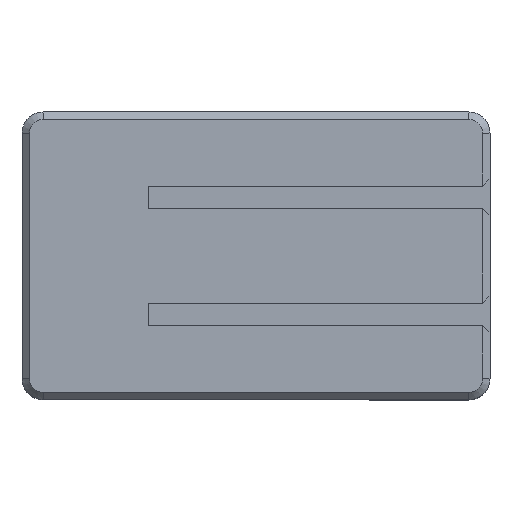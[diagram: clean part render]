
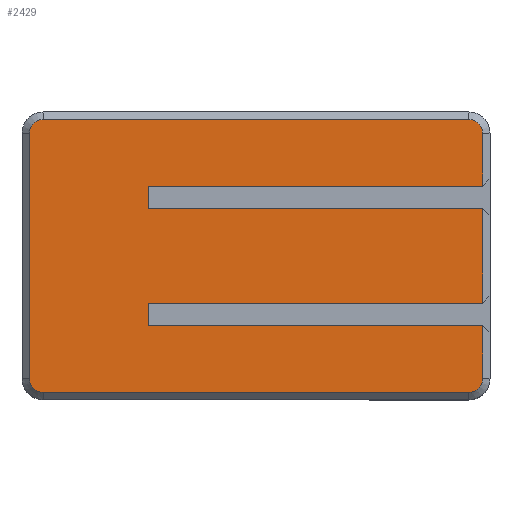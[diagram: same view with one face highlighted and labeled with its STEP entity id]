
A CAD part, top view. The second image highlights one B-rep face of the part: STEP entity #2429.
In plain terms, the highlighted planar face has unit normal (0, 0, 1).
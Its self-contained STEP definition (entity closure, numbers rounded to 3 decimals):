
#67=CIRCLE('',#2611,3.75);
#68=CIRCLE('',#2612,3.75);
#69=CIRCLE('',#2613,3.75);
#70=CIRCLE('',#2614,3.75);
#189=FACE_OUTER_BOUND('',#328,.T.);
#328=EDGE_LOOP('',(#1794,#1795,#1796,#1797,#1798,#1799,#1800,#1801,#1802,
#1803,#1804,#1805,#1806,#1807,#1808,#1809));
#555=LINE('',#3748,#828);
#557=LINE('',#3752,#830);
#560=LINE('',#3758,#833);
#561=LINE('',#3760,#834);
#562=LINE('',#3762,#835);
#563=LINE('',#3764,#836);
#564=LINE('',#3768,#837);
#565=LINE('',#3772,#838);
#566=LINE('',#3776,#839);
#567=LINE('',#3780,#840);
#568=LINE('',#3782,#841);
#569=LINE('',#3783,#842);
#828=VECTOR('',#2998,10.);
#830=VECTOR('',#3002,10.);
#833=VECTOR('',#3007,10.);
#834=VECTOR('',#3008,10.);
#835=VECTOR('',#3009,10.);
#836=VECTOR('',#3010,10.);
#837=VECTOR('',#3013,10.);
#838=VECTOR('',#3016,10.);
#839=VECTOR('',#3019,10.);
#840=VECTOR('',#3022,10.);
#841=VECTOR('',#3023,10.);
#842=VECTOR('',#3024,10.);
#1088=VERTEX_POINT('',#3745);
#1089=VERTEX_POINT('',#3747);
#1090=VERTEX_POINT('',#3751);
#1092=VERTEX_POINT('',#3757);
#1093=VERTEX_POINT('',#3759);
#1094=VERTEX_POINT('',#3761);
#1095=VERTEX_POINT('',#3763);
#1096=VERTEX_POINT('',#3765);
#1097=VERTEX_POINT('',#3767);
#1098=VERTEX_POINT('',#3769);
#1099=VERTEX_POINT('',#3771);
#1100=VERTEX_POINT('',#3773);
#1101=VERTEX_POINT('',#3775);
#1102=VERTEX_POINT('',#3777);
#1103=VERTEX_POINT('',#3779);
#1104=VERTEX_POINT('',#3781);
#1356=EDGE_CURVE('',#1088,#1089,#555,.T.);
#1358=EDGE_CURVE('',#1090,#1089,#557,.T.);
#1361=EDGE_CURVE('',#1092,#1088,#560,.T.);
#1362=EDGE_CURVE('',#1093,#1092,#561,.T.);
#1363=EDGE_CURVE('',#1093,#1094,#562,.T.);
#1364=EDGE_CURVE('',#1095,#1094,#563,.T.);
#1365=EDGE_CURVE('',#1096,#1095,#67,.T.);
#1366=EDGE_CURVE('',#1097,#1096,#564,.T.);
#1367=EDGE_CURVE('',#1098,#1097,#68,.T.);
#1368=EDGE_CURVE('',#1099,#1098,#565,.T.);
#1369=EDGE_CURVE('',#1100,#1099,#69,.T.);
#1370=EDGE_CURVE('',#1101,#1100,#566,.T.);
#1371=EDGE_CURVE('',#1102,#1101,#70,.T.);
#1372=EDGE_CURVE('',#1103,#1102,#567,.T.);
#1373=EDGE_CURVE('',#1104,#1103,#568,.T.);
#1374=EDGE_CURVE('',#1090,#1104,#569,.T.);
#1794=ORIENTED_EDGE('',*,*,#1356,.F.);
#1795=ORIENTED_EDGE('',*,*,#1361,.F.);
#1796=ORIENTED_EDGE('',*,*,#1362,.F.);
#1797=ORIENTED_EDGE('',*,*,#1363,.T.);
#1798=ORIENTED_EDGE('',*,*,#1364,.F.);
#1799=ORIENTED_EDGE('',*,*,#1365,.F.);
#1800=ORIENTED_EDGE('',*,*,#1366,.F.);
#1801=ORIENTED_EDGE('',*,*,#1367,.F.);
#1802=ORIENTED_EDGE('',*,*,#1368,.F.);
#1803=ORIENTED_EDGE('',*,*,#1369,.F.);
#1804=ORIENTED_EDGE('',*,*,#1370,.F.);
#1805=ORIENTED_EDGE('',*,*,#1371,.F.);
#1806=ORIENTED_EDGE('',*,*,#1372,.F.);
#1807=ORIENTED_EDGE('',*,*,#1373,.F.);
#1808=ORIENTED_EDGE('',*,*,#1374,.F.);
#1809=ORIENTED_EDGE('',*,*,#1358,.T.);
#2323=PLANE('',#2610);
#2429=ADVANCED_FACE('',(#189),#2323,.T.);
#2610=AXIS2_PLACEMENT_3D('',#3756,#3005,#3006);
#2611=AXIS2_PLACEMENT_3D('',#3766,#3011,#3012);
#2612=AXIS2_PLACEMENT_3D('',#3770,#3014,#3015);
#2613=AXIS2_PLACEMENT_3D('',#3774,#3017,#3018);
#2614=AXIS2_PLACEMENT_3D('',#3778,#3020,#3021);
#2998=DIRECTION('',(0.,-1.,0.));
#3002=DIRECTION('',(1.,0.,0.));
#3005=DIRECTION('center_axis',(0.,0.,1.));
#3006=DIRECTION('ref_axis',(0.,-1.,0.));
#3007=DIRECTION('',(1.,0.,0.));
#3008=DIRECTION('',(0.,-1.,0.));
#3009=DIRECTION('',(1.,0.,0.));
#3010=DIRECTION('',(0.,-1.,0.));
#3011=DIRECTION('center_axis',(0.,0.,-1.));
#3012=DIRECTION('ref_axis',(1.,0.,0.));
#3013=DIRECTION('',(1.,0.,0.));
#3014=DIRECTION('center_axis',(0.,0.,-1.));
#3015=DIRECTION('ref_axis',(0.,1.,0.));
#3016=DIRECTION('',(0.,1.,0.));
#3017=DIRECTION('center_axis',(0.,0.,-1.));
#3018=DIRECTION('ref_axis',(-1.,0.,0.));
#3019=DIRECTION('',(-1.,0.,0.));
#3020=DIRECTION('center_axis',(0.,0.,-1.));
#3021=DIRECTION('ref_axis',(0.,-1.,0.));
#3022=DIRECTION('',(0.,-1.,0.));
#3023=DIRECTION('',(1.,0.,0.));
#3024=DIRECTION('',(0.,-1.,0.));
#3745=CARTESIAN_POINT('',(68.,12.75,13.));
#3747=CARTESIAN_POINT('',(68.,-12.75,13.));
#3748=CARTESIAN_POINT('',(68.,35.875,13.));
#3751=CARTESIAN_POINT('',(-22.,-12.75,13.));
#3752=CARTESIAN_POINT('',(-56.,-12.75,13.));
#3756=CARTESIAN_POINT('Origin',(-56.,38.75,13.));
#3757=CARTESIAN_POINT('',(-22.,12.75,13.));
#3758=CARTESIAN_POINT('',(-56.,12.75,13.));
#3759=CARTESIAN_POINT('',(-22.,18.75,13.));
#3760=CARTESIAN_POINT('',(-22.,-18.75,13.));
#3761=CARTESIAN_POINT('',(68.,18.75,13.));
#3762=CARTESIAN_POINT('',(-56.,18.75,13.));
#3763=CARTESIAN_POINT('',(68.,33.,13.));
#3764=CARTESIAN_POINT('',(68.,35.875,13.));
#3765=CARTESIAN_POINT('',(64.25,36.75,13.));
#3766=CARTESIAN_POINT('Origin',(64.25,33.,13.));
#3767=CARTESIAN_POINT('',(-50.25,36.75,13.));
#3768=CARTESIAN_POINT('',(-53.125,36.75,13.));
#3769=CARTESIAN_POINT('',(-54.,33.,13.));
#3770=CARTESIAN_POINT('Origin',(-50.25,33.,13.));
#3771=CARTESIAN_POINT('',(-54.,-33.,13.));
#3772=CARTESIAN_POINT('',(-54.,2.875,13.));
#3773=CARTESIAN_POINT('',(-50.25,-36.75,13.));
#3774=CARTESIAN_POINT('Origin',(-50.25,-33.,13.));
#3775=CARTESIAN_POINT('',(64.25,-36.75,13.));
#3776=CARTESIAN_POINT('',(4.125,-36.75,13.));
#3777=CARTESIAN_POINT('',(68.,-33.,13.));
#3778=CARTESIAN_POINT('Origin',(64.25,-33.,13.));
#3779=CARTESIAN_POINT('',(68.,-18.75,13.));
#3780=CARTESIAN_POINT('',(68.,35.875,13.));
#3781=CARTESIAN_POINT('',(-22.,-18.75,13.));
#3782=CARTESIAN_POINT('',(-56.,-18.75,13.));
#3783=CARTESIAN_POINT('',(-22.,-18.75,13.));
